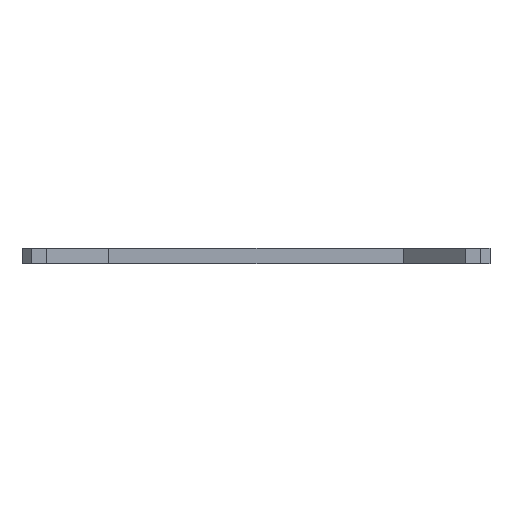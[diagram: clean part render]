
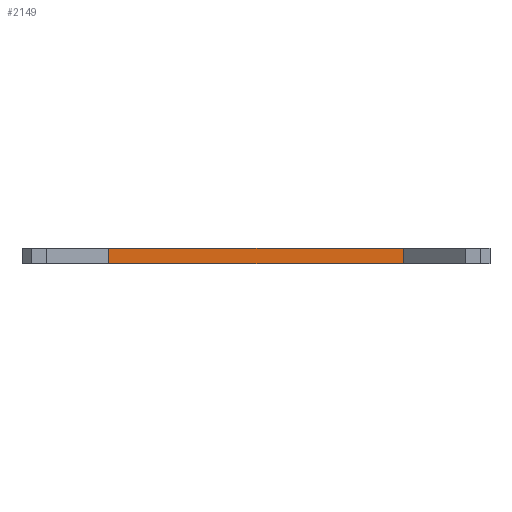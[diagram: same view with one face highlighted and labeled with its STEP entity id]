
A CAD part, front view. The second image highlights one B-rep face of the part: STEP entity #2149.
In plain terms, the highlighted planar face has unit normal (0, -1, 0).
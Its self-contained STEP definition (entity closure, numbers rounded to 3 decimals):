
#231=FACE_OUTER_BOUND('',#354,.T.);
#354=EDGE_LOOP('',(#1857,#1858,#1859,#1860));
#411=LINE('',#2945,#659);
#619=LINE('',#3464,#867);
#620=LINE('',#3467,#868);
#621=LINE('',#3468,#869);
#659=VECTOR('',#2357,10.);
#867=VECTOR('',#2859,10.);
#868=VECTOR('',#2862,10.);
#869=VECTOR('',#2863,10.);
#907=VERTEX_POINT('',#2942);
#908=VERTEX_POINT('',#2944);
#1072=VERTEX_POINT('',#3462);
#1073=VERTEX_POINT('',#3466);
#1107=EDGE_CURVE('',#907,#908,#411,.T.);
#1367=EDGE_CURVE('',#907,#1072,#619,.T.);
#1368=EDGE_CURVE('',#1073,#1072,#620,.T.);
#1369=EDGE_CURVE('',#908,#1073,#621,.T.);
#1857=ORIENTED_EDGE('',*,*,#1367,.T.);
#1858=ORIENTED_EDGE('',*,*,#1368,.F.);
#1859=ORIENTED_EDGE('',*,*,#1369,.F.);
#1860=ORIENTED_EDGE('',*,*,#1107,.F.);
#2047=PLANE('',#2317);
#2149=ADVANCED_FACE('',(#231),#2047,.T.);
#2317=AXIS2_PLACEMENT_3D('',#3465,#2860,#2861);
#2357=DIRECTION('',(-1.,0.,0.));
#2859=DIRECTION('',(0.,0.,1.));
#2860=DIRECTION('center_axis',(0.,-1.,0.));
#2861=DIRECTION('ref_axis',(1.,0.,0.));
#2862=DIRECTION('',(1.,0.,0.));
#2863=DIRECTION('',(0.,0.,1.));
#2942=CARTESIAN_POINT('',(211.624,172.319,-3.));
#2944=CARTESIAN_POINT('',(97.124,172.319,-3.));
#2945=CARTESIAN_POINT('',(97.124,172.319,-3.));
#3462=CARTESIAN_POINT('',(211.624,172.319,3.));
#3464=CARTESIAN_POINT('',(211.624,172.319,0.));
#3465=CARTESIAN_POINT('Origin',(97.124,172.319,0.));
#3466=CARTESIAN_POINT('',(97.124,172.319,3.));
#3467=CARTESIAN_POINT('',(97.124,172.319,3.));
#3468=CARTESIAN_POINT('',(97.124,172.319,0.));
